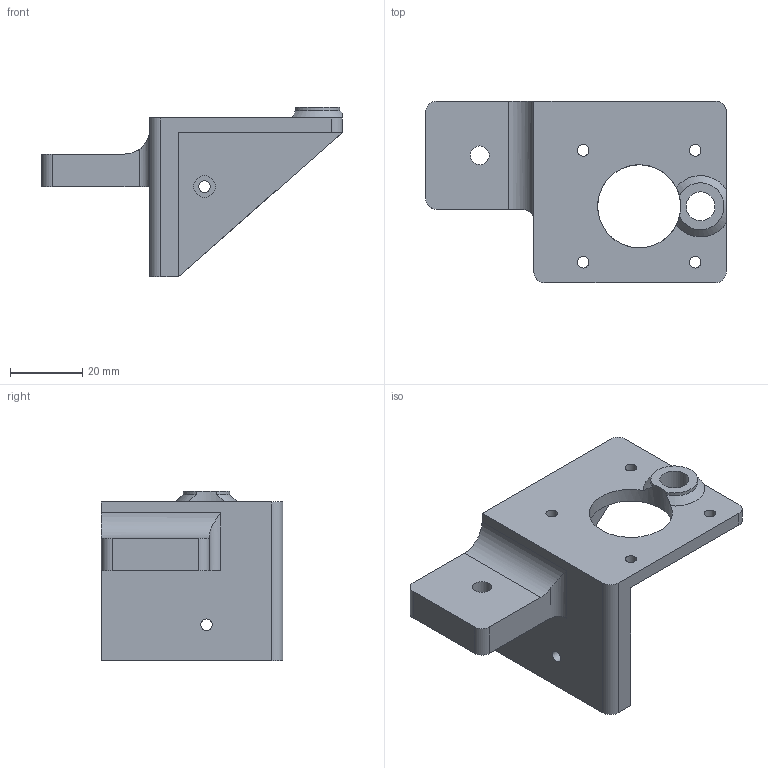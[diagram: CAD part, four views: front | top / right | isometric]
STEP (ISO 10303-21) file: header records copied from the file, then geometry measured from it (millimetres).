
FILE_DESCRIPTION(/* description */ (''),/* implementation_level */ '2;1');
FILE_NAME(/* name */ 'z_motor_holder_right.step',/* time_stamp */ '2022-06-08T09:16:09+02:00',/* author */ (''),/* organization */ (''),/* preprocessor_version */ 'ST-DEVELOPER v18.1',/* originating_system */ 'Autodesk Translation Framework v10.14.0.1471',/* authorisation */ '');
FILE_SCHEMA (('AUTOMOTIVE_DESIGN { 1 0 10303 214 3 1 1 }'));
Length unit declared in the file: millimetre
Products named in the file (2): z_motor_holder_right; z_motor_holder_left v4(Mirror)
Assembly tree (1 placements, depth 2):
  z_motor_holder_right
    z_motor_holder_left v4(Mirror)
Bounding box: 83.3 x 50.3 x 47 mm (x, y, z)
Volume: 39947.8 mm3; surface area: 14629.9 mm2
Topology: 1 solids, 1 shells, 37 faces, 100 edges, 66 vertices
Faces by surface type: cylinder 19, plane 17, cone 1
Full cylindrical faces by diameter (mm): 3.2 x6, 5.2 x1, 6 x1, 6.5 x1, 8 x1, 23 x1
Entity records: 1280 total; most frequent: CARTESIAN_POINT 227, DIRECTION 217, ORIENTED_EDGE 200, EDGE_CURVE 100, AXIS2_PLACEMENT_3D 81, VERTEX_POINT 66, EDGE_LOOP 56, LINE 55
